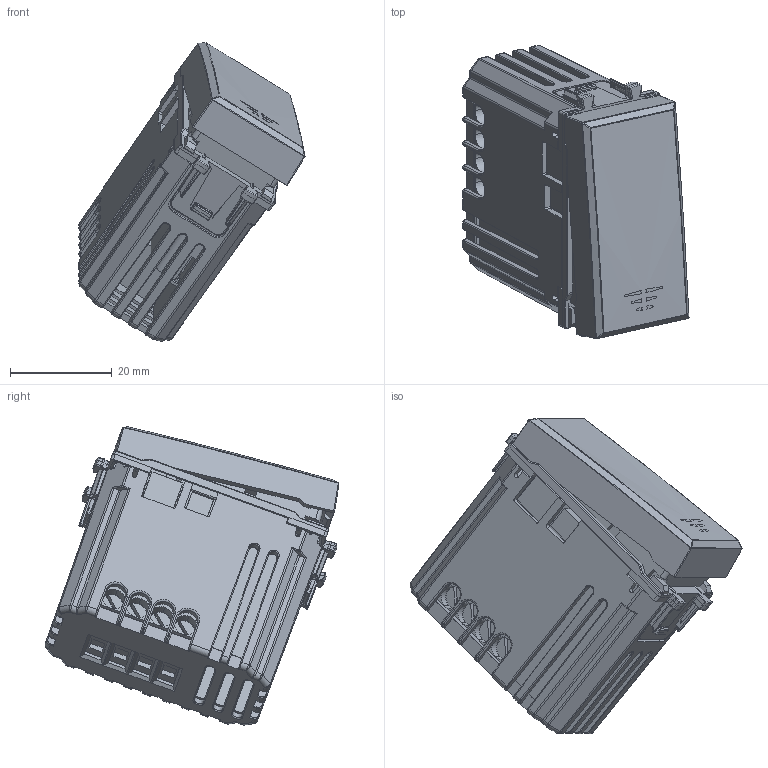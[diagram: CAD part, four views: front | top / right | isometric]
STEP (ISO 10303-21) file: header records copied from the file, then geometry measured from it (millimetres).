
FILE_DESCRIPTION(('CATIA V5 STEP Exchange'),'2;1');
FILE_NAME('442048UL.stp','2024-02-27T09:18:35+00:00',('none'),('none'),'CATIA Version 5-6 Release 2016 SP6','CATIA V5 STEP AP203','none');
FILE_SCHEMA(('CONFIG_CONTROL_DESIGN'));
Products named in the file (5): 44X048UL; DA1313; AS2350; DA1314; DA1315
Assembly tree (16 placements, depth 4):
  44X048UL
    #57
    #42062
    DA1313
      #65743
      #67954
      AS2350
        #69717
        #71799
        #72448
    DA1314
      #73521
    DA1315
      #76293
      #78323
    #79346
    #79587
Bounding box: 44.35 x 57.66 x 58.5 mm (x, y, z)
Volume: 17899.2 mm3; surface area: 30590.3 mm2
Topology: 20 solids, 20 shells, 2250 faces, 6072 edges, 3745 vertices
Faces by surface type: plane 1041, cylinder 745, bspline 296, cone 80, sphere 48, torus 32, revolution 8
Entity records: 96611 total; most frequent: CARTESIAN_POINT 47176, ORIENTED_EDGE 11970, DIRECTION 7130, EDGE_CURVE 5985, VERTEX_POINT 3738, VECTOR 3397, LINE 3397, EDGE_LOOP 2317
